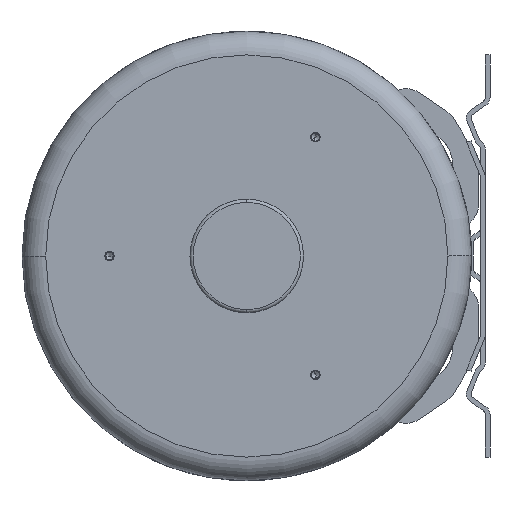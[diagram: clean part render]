
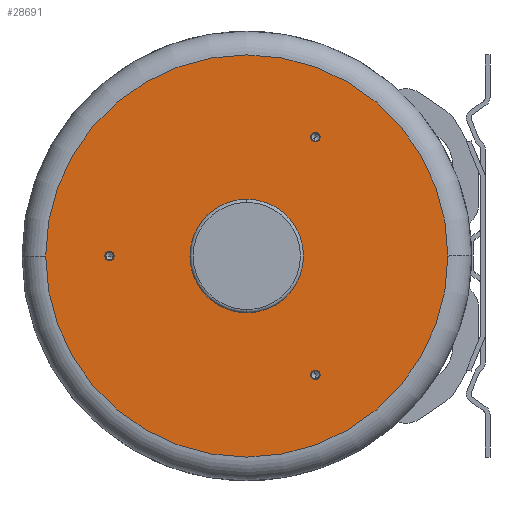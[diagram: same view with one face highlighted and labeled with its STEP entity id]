
A CAD part, left-side view. The second image highlights one B-rep face of the part: STEP entity #28691.
In plain terms, the highlighted planar face has unit normal (-1, 0, 0).
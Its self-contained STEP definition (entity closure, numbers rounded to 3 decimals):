
#10892=CARTESIAN_POINT('',(-73.5,0.,0.));
#10893=DIRECTION('',(-1.,0.,0.));
#10894=DIRECTION('',(0.,0.,1.));
#10895=AXIS2_PLACEMENT_3D('',#10892,#10893,#10894);
#10897=CARTESIAN_POINT('',(-73.5,0.,0.));
#10898=DIRECTION('',(-1.,0.,0.));
#10899=DIRECTION('',(0.,0.,-1.));
#10900=AXIS2_PLACEMENT_3D('',#10897,#10898,#10899);
#10902=CARTESIAN_POINT('',(-73.5,87.,0.));
#10903=DIRECTION('',(-1.,0.,0.));
#10904=DIRECTION('',(0.,1.,0.));
#10905=AXIS2_PLACEMENT_3D('',#10902,#10903,#10904);
#10907=CARTESIAN_POINT('',(-73.5,87.,0.));
#10908=DIRECTION('',(-1.,0.,0.));
#10909=DIRECTION('',(0.,-1.,0.));
#10910=AXIS2_PLACEMENT_3D('',#10907,#10908,#10909);
#10912=CARTESIAN_POINT('',(-73.5,-43.5,75.344));
#10913=DIRECTION('',(-1.,0.,0.));
#10914=DIRECTION('',(0.,-0.5,0.866));
#10915=AXIS2_PLACEMENT_3D('',#10912,#10913,#10914);
#10917=CARTESIAN_POINT('',(-73.5,-43.5,75.344));
#10918=DIRECTION('',(-1.,0.,0.));
#10919=DIRECTION('',(0.,0.5,-0.866));
#10920=AXIS2_PLACEMENT_3D('',#10917,#10918,#10919);
#10922=CARTESIAN_POINT('',(-73.5,-43.5,-75.344));
#10923=DIRECTION('',(-1.,0.,0.));
#10924=DIRECTION('',(0.,-0.5,-0.866));
#10925=AXIS2_PLACEMENT_3D('',#10922,#10923,#10924);
#10927=CARTESIAN_POINT('',(-73.5,-43.5,-75.344));
#10928=DIRECTION('',(-1.,0.,0.));
#10929=DIRECTION('',(0.,0.5,0.866));
#10930=AXIS2_PLACEMENT_3D('',#10927,#10928,#10929);
#10932=CARTESIAN_POINT('',(-73.5,0.,0.));
#10933=DIRECTION('',(-1.,0.,0.));
#10934=DIRECTION('',(0.,1.,0.));
#10935=AXIS2_PLACEMENT_3D('',#10932,#10933,#10934);
#10937=CARTESIAN_POINT('',(-73.5,0.,0.));
#10938=DIRECTION('',(-1.,0.,0.));
#10939=DIRECTION('',(0.,-1.,0.));
#10940=AXIS2_PLACEMENT_3D('',#10937,#10938,#10939);
#13040=CARTESIAN_POINT('',(-73.5,89.5,0.));
#13041=CARTESIAN_POINT('',(-73.5,84.5,0.));
#13042=VERTEX_POINT('',#13040);
#13043=VERTEX_POINT('',#13041);
#13050=CARTESIAN_POINT('',(-73.5,-44.75,77.509));
#13051=CARTESIAN_POINT('',(-73.5,-42.25,73.179));
#13052=VERTEX_POINT('',#13050);
#13053=VERTEX_POINT('',#13051);
#13060=CARTESIAN_POINT('',(-73.5,-44.75,-77.509));
#13061=CARTESIAN_POINT('',(-73.5,-42.25,-73.179));
#13062=VERTEX_POINT('',#13060);
#13063=VERTEX_POINT('',#13061);
#13084=CARTESIAN_POINT('',(-73.5,0.,36.));
#13085=CARTESIAN_POINT('',(-73.5,0.,-36.));
#13086=VERTEX_POINT('',#13084);
#13087=VERTEX_POINT('',#13085);
#15810=CARTESIAN_POINT('',(-73.5,127.5,0.));
#15811=CARTESIAN_POINT('',(-73.5,-127.5,0.));
#15812=VERTEX_POINT('',#15810);
#15813=VERTEX_POINT('',#15811);
#28657=CARTESIAN_POINT('',(-73.5,0.,0.));
#28658=DIRECTION('',(1.,0.,0.));
#28659=DIRECTION('',(0.,-1.,0.));
#28660=AXIS2_PLACEMENT_3D('',#28657,#28658,#28659);
#28661=PLANE('',#28660);
#28663=ORIENTED_EDGE('',*,*,#28662,.F.);
#28664=ORIENTED_EDGE('',*,*,#28647,.F.);
#28665=EDGE_LOOP('',(#28663,#28664));
#28666=FACE_OUTER_BOUND('',#28665,.F.);
#28668=ORIENTED_EDGE('',*,*,#28667,.T.);
#28670=ORIENTED_EDGE('',*,*,#28669,.T.);
#28671=EDGE_LOOP('',(#28668,#28670));
#28672=FACE_BOUND('',#28671,.F.);
#28674=ORIENTED_EDGE('',*,*,#28673,.T.);
#28676=ORIENTED_EDGE('',*,*,#28675,.T.);
#28677=EDGE_LOOP('',(#28674,#28676));
#28678=FACE_BOUND('',#28677,.F.);
#28680=ORIENTED_EDGE('',*,*,#28679,.T.);
#28682=ORIENTED_EDGE('',*,*,#28681,.T.);
#28683=EDGE_LOOP('',(#28680,#28682));
#28684=FACE_BOUND('',#28683,.F.);
#28686=ORIENTED_EDGE('',*,*,#28685,.T.);
#28688=ORIENTED_EDGE('',*,*,#28687,.T.);
#28689=EDGE_LOOP('',(#28686,#28688));
#28690=FACE_BOUND('',#28689,.F.);
#28691=ADVANCED_FACE('',(#28666,#28672,#28678,#28684,#28690),#28661,.F.);
#10896=CIRCLE('',#10895,36.);
#10901=CIRCLE('',#10900,36.);
#10906=CIRCLE('',#10905,2.5);
#10911=CIRCLE('',#10910,2.5);
#10916=CIRCLE('',#10915,2.5);
#10921=CIRCLE('',#10920,2.5);
#10926=CIRCLE('',#10925,2.5);
#10931=CIRCLE('',#10930,2.5);
#10936=CIRCLE('',#10935,127.5);
#10941=CIRCLE('',#10940,127.5);
#28647=EDGE_CURVE('',#15813,#15812,#10941,.T.);
#28662=EDGE_CURVE('',#15812,#15813,#10936,.T.);
#28667=EDGE_CURVE('',#13086,#13087,#10896,.T.);
#28669=EDGE_CURVE('',#13087,#13086,#10901,.T.);
#28673=EDGE_CURVE('',#13042,#13043,#10906,.T.);
#28675=EDGE_CURVE('',#13043,#13042,#10911,.T.);
#28679=EDGE_CURVE('',#13052,#13053,#10916,.T.);
#28681=EDGE_CURVE('',#13053,#13052,#10921,.T.);
#28685=EDGE_CURVE('',#13062,#13063,#10926,.T.);
#28687=EDGE_CURVE('',#13063,#13062,#10931,.T.);
